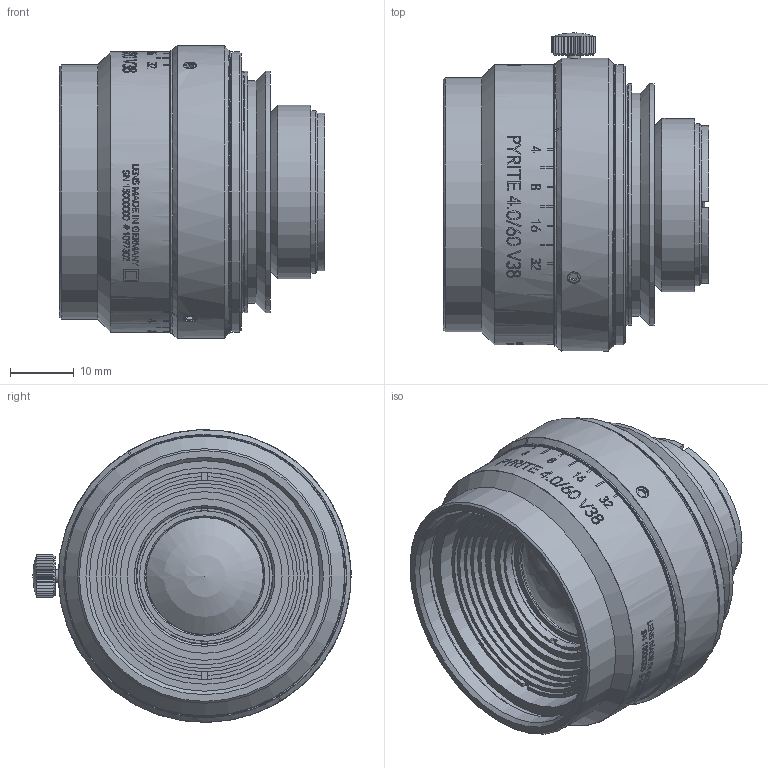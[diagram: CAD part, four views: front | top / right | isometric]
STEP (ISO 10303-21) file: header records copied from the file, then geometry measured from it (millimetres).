
FILE_DESCRIPTION(/* description */ (''),/* implementation_level */ '2;1');
FILE_NAME(/* name */ '1097302_00155137_002.stp',/* time_stamp */ '2021-11-09T10:11:21+01:00',/* author */ (''),/* organization */ (''),/* preprocessor_version */ 'ST-DEVELOPER v16',/* originating_system */ 'SIEMENS PLM Software NX 10.0',/* authorisation */ '');
FILE_SCHEMA (('AP203_CONFIGURATION_CONTROLLED_3D_DESIGN_OF_MECHANICAL_PARTS_AND_ASSEMBLIES_MIM_LF { 1 0 10303 403 2 1 2}'));
Length unit declared in the file: millimetre
Products named in the file (1): Froe55243C83aksx
Bounding box: 41.68 x 50.02 x 46.04 mm (x, y, z)
Volume: 39870.9 mm3; surface area: 16334.9 mm2
Topology: 1 solids, 8 shells, 428 faces, 1425 edges, 1163 vertices
Faces by surface type: plane 194, cylinder 193, cone 33, torus 5, sphere 3
Full cylindrical faces by diameter (mm): 1.7 x3, 1.9 x3, 2 x1, 2.05 x3, 2.7 x3, 18.5 x1, 20.5 x1, 21 x2, 21.3 x1, 21.48 x1, 22.1 x1, 22.6 x1, 23.7 x1, 24.3 x1, 24.5 x1, 24.8 x1, 25.5 x1, 25.782 x1, 26.5 x1, 27.225 x1, 27.9 x1, 29.1 x1, 30.1 x1, 32.5 x2, 33 x1, 34 x1, 35 x1, 36.2 x1, 37.3 x1, 37.782 x1
Entity records: 17739 total; most frequent: CARTESIAN_POINT 6628, ORIENTED_EDGE 2565, DIRECTION 1594, EDGE_CURVE 1302, VERTEX_POINT 1129, B_SPLINE_CURVE_WITH_KNOTS 765, EDGE_LOOP 676, AXIS2_PLACEMENT_3D 665
